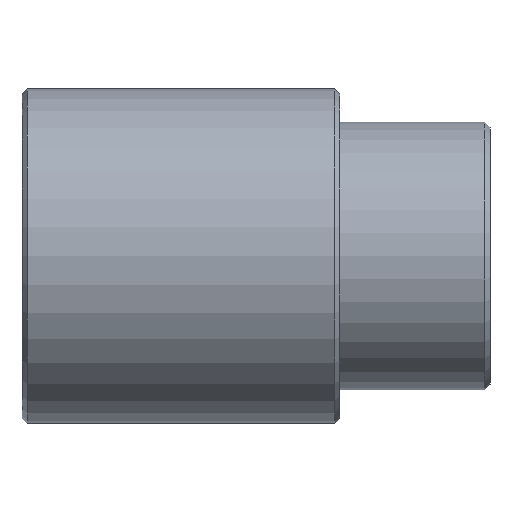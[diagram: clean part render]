
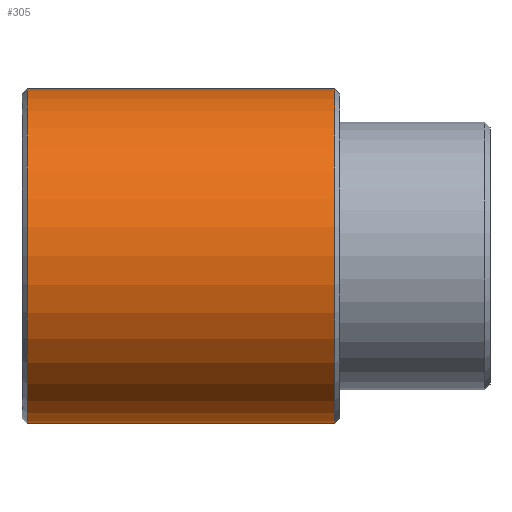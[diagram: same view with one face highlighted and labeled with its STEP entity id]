
A CAD part, top view. The second image highlights one B-rep face of the part: STEP entity #305.
In plain terms, the highlighted cylindrical face has radius 10 mm (diameter 20 mm), a partial arc.
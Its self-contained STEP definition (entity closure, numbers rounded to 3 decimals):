
#222=CARTESIAN_POINT('Vertex',(-18.7,-10.,0.)) ;
#238=CARTESIAN_POINT('Vertex',(-18.7,10.,0.)) ;
#263=CARTESIAN_POINT('Axis2P3D Location',(-18.7,0.,0.)) ;
#275=CARTESIAN_POINT('Axis2P3D Location',(-9.5,0.,0.)) ;
#280=CARTESIAN_POINT('Line Origine',(-9.5,10.,0.)) ;
#284=CARTESIAN_POINT('Vertex',(-0.3,10.,0.)) ;
#287=CARTESIAN_POINT('Line Origine',(-9.5,-10.,0.)) ;
#291=CARTESIAN_POINT('Vertex',(-0.3,-10.,0.)) ;
#294=CARTESIAN_POINT('Axis2P3D Location',(-0.3,0.,0.)) ;
#264=DIRECTION('Axis2P3D Direction',(1.,0.,0.)) ;
#276=DIRECTION('Axis2P3D Direction',(1.,0.,0.)) ;
#277=DIRECTION('Axis2P3D XDirection',(0.,1.,0.)) ;
#281=DIRECTION('Vector Direction',(1.,0.,0.)) ;
#288=DIRECTION('Vector Direction',(1.,0.,0.)) ;
#295=DIRECTION('Axis2P3D Direction',(1.,0.,0.)) ;
#265=AXIS2_PLACEMENT_3D('Circle Axis2P3D',#263,#264,$) ;
#278=AXIS2_PLACEMENT_3D('Cylinder Axis2P3D',#275,#276,#277) ;
#296=AXIS2_PLACEMENT_3D('Circle Axis2P3D',#294,#295,$) ;
#300=ORIENTED_EDGE('',*,*,#286,.T.) ;
#301=ORIENTED_EDGE('',*,*,#267,.T.) ;
#302=ORIENTED_EDGE('',*,*,#293,.F.) ;
#303=ORIENTED_EDGE('',*,*,#298,.F.) ;
#282=VECTOR('Line Direction',#281,1.) ;
#289=VECTOR('Line Direction',#288,1.) ;
#305=ADVANCED_FACE('Corps principal',(#304),#279,.T.) ;
#266=CIRCLE('generated circle',#265,10.) ;
#297=CIRCLE('generated circle',#296,10.) ;
#279=CYLINDRICAL_SURFACE('generated cylinder',#278,10.) ;
#267=EDGE_CURVE('',#239,#223,#266,.T.) ;
#286=EDGE_CURVE('',#285,#239,#283,.F.) ;
#293=EDGE_CURVE('',#292,#223,#290,.F.) ;
#298=EDGE_CURVE('',#285,#292,#297,.T.) ;
#299=EDGE_LOOP('',(#300,#301,#302,#303)) ;
#304=FACE_OUTER_BOUND('',#299,.T.) ;
#283=LINE('Line',#280,#282) ;
#290=LINE('Line',#287,#289) ;
#223=VERTEX_POINT('',#222) ;
#239=VERTEX_POINT('',#238) ;
#285=VERTEX_POINT('',#284) ;
#292=VERTEX_POINT('',#291) ;
